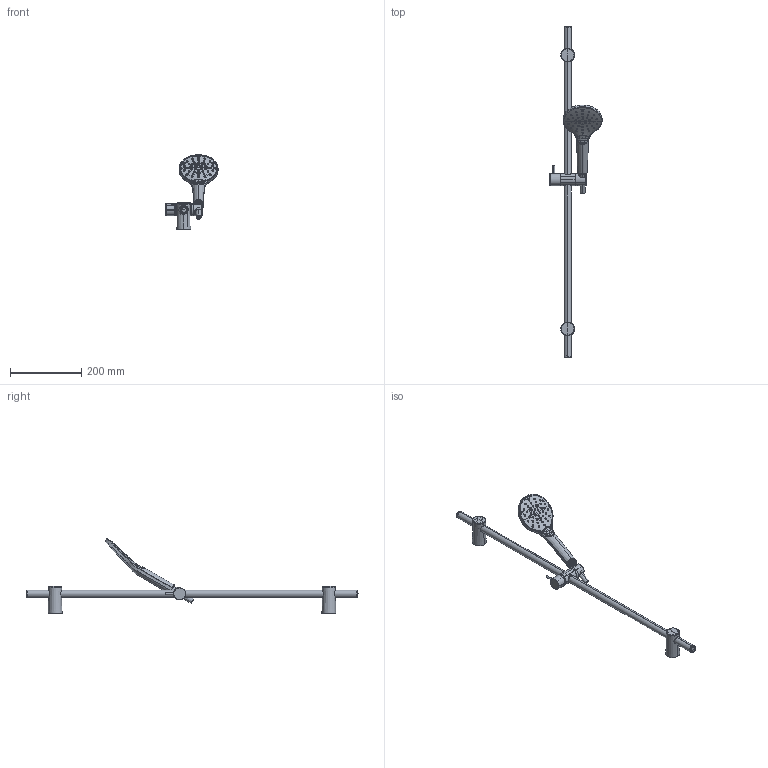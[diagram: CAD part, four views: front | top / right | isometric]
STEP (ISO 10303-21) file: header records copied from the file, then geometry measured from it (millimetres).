
FILE_DESCRIPTION((''),'2;1');
FILE_NAME('ZSAL210CRAG90_ASM','2021-11-15T13:14:19',('ut3'),('PAFFONI SpA'),'CREO PARAMETRIC BY PTC INC, 2020044','CREO PARAMETRIC BY PTC INC, 2020044','');
FILE_SCHEMA(('CONFIG_CONTROL_DESIGN','SHAPE_APPEARANCE_LAYERS_GROUPS'));
Length unit declared in the file: millimetre
Products named in the file (36): 4071643CRL_A; 4071643CRL_B; 4071643CRL_C; 4071643CRL_D; 4071643CRL_E1; 4071643CRL_E2; 4071643CRL_E3; 4071643CRL_E4; 4071643CRL_E5; 4071643CRL_E6; 4071643CRL_E7; 4071643CRL_E8; 4071643CRL_E9; 4071643CRL_E10; 4071643CRL_E11; 4071643CRL_E12; 4071643CRL_E13; 4071643CRL_E_ASM; 4071643CRL_F; 4071643CRL_G; 4071643CRL_ASM; 4071389AGE200; 4071084CR_E; 4071084CR_A; 4071084CR_B; 4071084CR_C; 4071084CR_D1; 4071084CR_D2; 4071084CR_D3; 4071084CR_D_ASM; 4071084CR_F1; 4071084CR_F2; 4071084CR_F3; 4071084CR_F_ASM; 4072084CR_ASM; ZSAL210CRAG90_ASM
Assembly tree (41 placements, depth 4):
  ZSAL210CRAG90_ASM
    4071643CRL_ASM
      4071643CRL_A
      4071643CRL_B  x2
      4071643CRL_C  x2
      4071643CRL_D  x2
      4071643CRL_E_ASM
        4071643CRL_E1
        4071643CRL_E2
        4071643CRL_E3
        4071643CRL_E4
        4071643CRL_E5
        4071643CRL_E6
        4071643CRL_E7
        4071643CRL_E8
        4071643CRL_E9
        4071643CRL_E10
        4071643CRL_E11  x2
        4071643CRL_E12
        4071643CRL_E13
      4071643CRL_F  x2
      4071643CRL_G  x2
    4071389AGE200
    4072084CR_ASM
      4071084CR_E
      4071084CR_A
      4071084CR_B
      4071084CR_C
      4071084CR_D_ASM
        4071084CR_D1
        4071084CR_D2
        4071084CR_D3
      4071084CR_F_ASM
        4071084CR_F1
        4071084CR_F2
        4071084CR_F3
Bounding box: 147.06 x 934 x 210.2 mm (x, y, z)
Volume: 197041.2 mm3; surface area: 326875.3 mm2
Topology: 35 solids, 36 shells, 3913 faces, 10662 edges, 6902 vertices
Faces by surface type: bspline 1098, plane 1049, cylinder 832, cone 554, torus 287, sphere 52, extrusion 35, revolution 6
Entity records: 284835 total; most frequent: CARTESIAN_POINT 157788, ORIENTED_EDGE 19468, DIRECTION 13369, PRESENTATION_STYLE_ASSIGNMENT 11666, STYLED_ITEM 11661, EDGE_CURVE 9737, CURVE_STYLE 9161, VERTEX_POINT 6328
